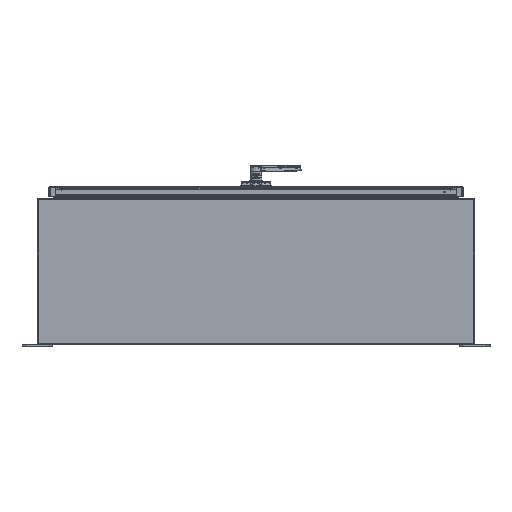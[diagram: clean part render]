
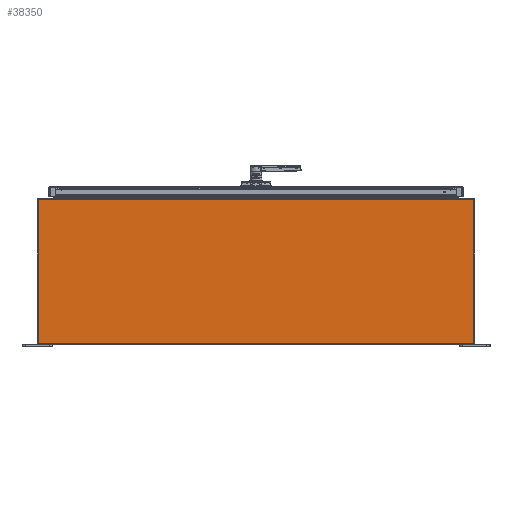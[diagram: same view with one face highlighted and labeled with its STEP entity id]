
A CAD part, left-side view. The second image highlights one B-rep face of the part: STEP entity #38350.
In plain terms, the highlighted face is planar.
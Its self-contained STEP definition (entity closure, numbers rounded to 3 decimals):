
#3042=PLANE('',#41472);
#4213=FACE_OUTER_BOUND('',#6476,.T.);
#6476=EDGE_LOOP('',(#26380,#26381,#26382,#26383));
#8887=LINE('',#54773,#12120);
#8895=LINE('',#54794,#12128);
#8898=LINE('',#54800,#12131);
#8899=LINE('',#54801,#12132);
#12120=VECTOR('',#44841,0.394);
#12128=VECTOR('',#44871,0.394);
#12131=VECTOR('',#44876,0.394);
#12132=VECTOR('',#44877,0.394);
#16589=VERTEX_POINT('',#54756);
#16590=VERTEX_POINT('',#54772);
#16592=VERTEX_POINT('',#54793);
#16594=VERTEX_POINT('',#54799);
#20403=EDGE_CURVE('',#16590,#16589,#8887,.T.);
#20413=EDGE_CURVE('',#16590,#16592,#8895,.T.);
#20416=EDGE_CURVE('',#16594,#16589,#8898,.T.);
#20417=EDGE_CURVE('',#16592,#16594,#8899,.T.);
#26380=ORIENTED_EDGE('',*,*,#20403,.T.);
#26381=ORIENTED_EDGE('',*,*,#20416,.F.);
#26382=ORIENTED_EDGE('',*,*,#20417,.F.);
#26383=ORIENTED_EDGE('',*,*,#20413,.F.);
#38350=ADVANCED_FACE('',(#4213),#3042,.F.);
#41472=AXIS2_PLACEMENT_3D('',#54798,#44874,#44875);
#44841=DIRECTION('',(0.,-1.,0.));
#44871=DIRECTION('',(-1.,0.,0.));
#44874=DIRECTION('center_axis',(0.,0.,1.));
#44875=DIRECTION('ref_axis',(1.,0.,0.));
#44876=DIRECTION('',(1.,0.,0.));
#44877=DIRECTION('',(0.,-1.,0.));
#54756=CARTESIAN_POINT('',(11.858,0.,0.));
#54772=CARTESIAN_POINT('',(11.858,35.852,0.));
#54773=CARTESIAN_POINT('',(11.858,26.889,0.));
#54793=CARTESIAN_POINT('',(0.,35.852,0.));
#54794=CARTESIAN_POINT('',(11.963,35.852,0.));
#54798=CARTESIAN_POINT('Origin',(5.982,17.926,0.));
#54799=CARTESIAN_POINT('',(0.,0.,0.));
#54800=CARTESIAN_POINT('',(0.,0.,0.));
#54801=CARTESIAN_POINT('',(0.,35.852,0.));
